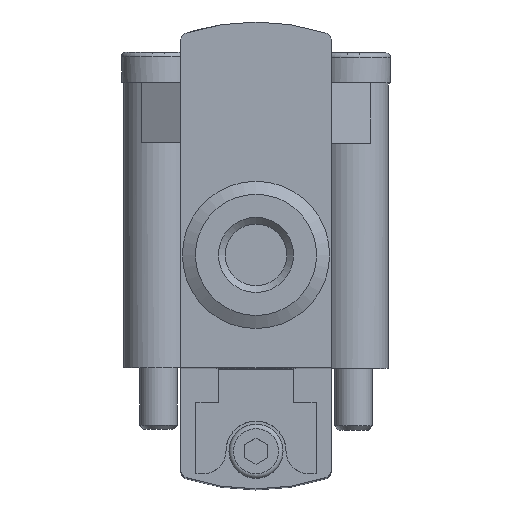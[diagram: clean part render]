
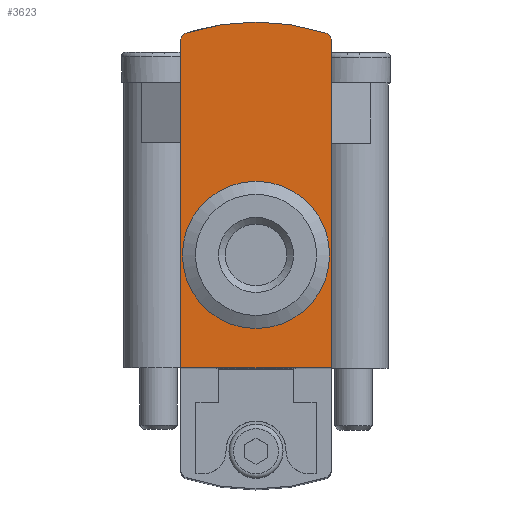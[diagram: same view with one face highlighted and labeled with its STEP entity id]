
A CAD part, top view. The second image highlights one B-rep face of the part: STEP entity #3623.
In plain terms, the highlighted planar face has unit normal (0, 0, 1).
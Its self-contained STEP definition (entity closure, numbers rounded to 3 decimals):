
#104=LINE('',#4879,#356);
#115=LINE('',#4901,#367);
#147=LINE('',#4992,#399);
#356=VECTOR('',#4097,1000.);
#367=VECTOR('',#4112,1000.);
#399=VECTOR('',#4182,1000.);
#686=ORIENTED_EDGE('',*,*,#1392,.F.);
#687=ORIENTED_EDGE('',*,*,#1393,.T.);
#688=ORIENTED_EDGE('',*,*,#1394,.T.);
#689=ORIENTED_EDGE('',*,*,#1339,.T.);
#690=ORIENTED_EDGE('',*,*,#1395,.F.);
#691=ORIENTED_EDGE('',*,*,#1350,.F.);
#692=ORIENTED_EDGE('',*,*,#1396,.T.);
#1339=EDGE_CURVE('',#1688,#1695,#104,.T.);
#1350=EDGE_CURVE('',#1704,#1705,#115,.T.);
#1392=EDGE_CURVE('',#1742,#1742,#1932,.F.);
#1393=EDGE_CURVE('',#1743,#1744,#1933,.F.);
#1394=EDGE_CURVE('',#1744,#1688,#1934,.F.);
#1395=EDGE_CURVE('',#1705,#1695,#147,.T.);
#1396=EDGE_CURVE('',#1704,#1743,#1935,.F.);
#1688=VERTEX_POINT('',#4865);
#1695=VERTEX_POINT('',#4878);
#1704=VERTEX_POINT('',#4900);
#1705=VERTEX_POINT('',#4902);
#1742=VERTEX_POINT('',#4987);
#1743=VERTEX_POINT('',#4989);
#1744=VERTEX_POINT('',#4990);
#1932=CIRCLE('',#3814,4.9);
#1933=CIRCLE('',#3815,15.);
#1934=CIRCLE('',#3816,0.5);
#1935=CIRCLE('',#3817,0.5);
#2018=EDGE_LOOP('',(#686));
#2019=EDGE_LOOP('',(#687,#688,#689,#690,#691,#692));
#2226=FACE_BOUND('',#2018,.T.);
#2227=FACE_BOUND('',#2019,.T.);
#2427=PLANE('',#3813);
#3623=ADVANCED_FACE('',(#2226,#2227),#2427,.F.);
#3813=AXIS2_PLACEMENT_3D('',#4985,#4174,#4175);
#3814=AXIS2_PLACEMENT_3D('',#4986,#4176,#4177);
#3815=AXIS2_PLACEMENT_3D('',#4988,#4178,#4179);
#3816=AXIS2_PLACEMENT_3D('',#4991,#4180,#4181);
#3817=AXIS2_PLACEMENT_3D('',#4993,#4183,#4184);
#4097=DIRECTION('',(0.,-1.,0.));
#4112=DIRECTION('',(0.,-1.,0.));
#4174=DIRECTION('',(0.,0.,-1.));
#4175=DIRECTION('',(-1.,0.,0.));
#4176=DIRECTION('',(0.,0.,-1.));
#4177=DIRECTION('',(-1.,0.,0.));
#4178=DIRECTION('',(0.,0.,-1.));
#4179=DIRECTION('',(-1.,0.,0.));
#4180=DIRECTION('',(0.,0.,-1.));
#4181=DIRECTION('',(-1.,0.,0.));
#4182=DIRECTION('',(-1.,0.,0.));
#4183=DIRECTION('',(0.,0.,-1.));
#4184=DIRECTION('',(-1.,0.,0.));
#4865=CARTESIAN_POINT('',(-5.,29.784,42.));
#4878=CARTESIAN_POINT('',(-5.,8.,42.));
#4879=CARTESIAN_POINT('',(-5.,31.,42.));
#4900=CARTESIAN_POINT('',(5.,29.784,42.));
#4901=CARTESIAN_POINT('',(5.,31.,42.));
#4902=CARTESIAN_POINT('',(5.,8.,42.));
#4985=CARTESIAN_POINT('',(5.,31.,42.));
#4986=CARTESIAN_POINT('',(0.,15.5,42.));
#4987=CARTESIAN_POINT('',(-4.9,15.5,42.));
#4988=CARTESIAN_POINT('',(0.,16.,42.));
#4989=CARTESIAN_POINT('',(4.655,30.259,42.));
#4990=CARTESIAN_POINT('',(-4.655,30.259,42.));
#4991=CARTESIAN_POINT('',(-4.5,29.784,42.));
#4992=CARTESIAN_POINT('',(5.,8.,42.));
#4993=CARTESIAN_POINT('',(4.5,29.784,42.));
